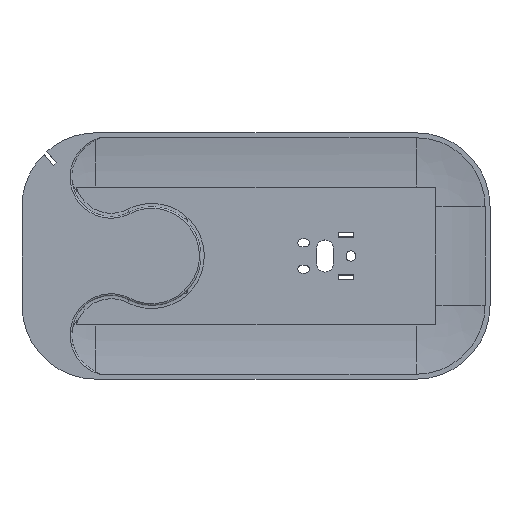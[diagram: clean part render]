
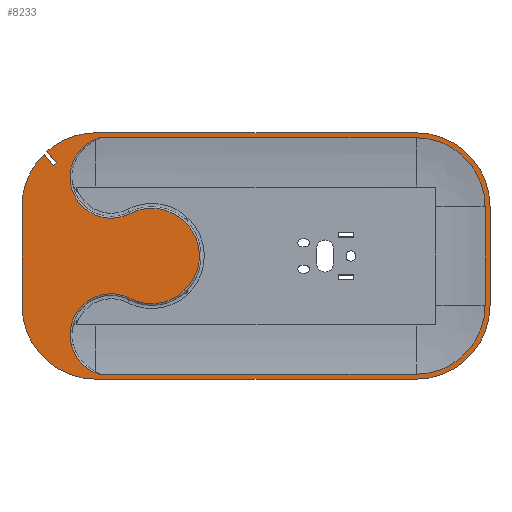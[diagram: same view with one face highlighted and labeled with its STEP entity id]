
A CAD part, top view. The second image highlights one B-rep face of the part: STEP entity #8233.
In plain terms, the highlighted planar face has unit normal (0, 0, 1).
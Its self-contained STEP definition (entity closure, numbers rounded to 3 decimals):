
#1398=DIRECTION('',(0.64,-0.768,0.));
#1399=VECTOR('',#1398,8.873);
#1400=CARTESIAN_POINT('',(-129.042,62.095,2.5));
#1401=LINE('',#1400,#1399);
#1405=DIRECTION('',(0.768,0.64,0.));
#1406=VECTOR('',#1405,2.2);
#1407=CARTESIAN_POINT('',(-123.364,55.277,2.5));
#1408=LINE('',#1407,#1406);
#1412=DIRECTION('',(-0.64,0.768,0.));
#1413=VECTOR('',#1412,9.);
#1414=CARTESIAN_POINT('',(-121.674,56.685,2.5));
#1415=LINE('',#1414,#1413);
#1419=CARTESIAN_POINT('',(-97.5,30.,2.5));
#1420=DIRECTION('',(0.,0.,-1.));
#1421=DIRECTION('',(-0.665,0.747,0.));
#1422=AXIS2_PLACEMENT_3D('',#1419,#1420,#1421);
#1427=DIRECTION('',(1.,0.,0.));
#1428=VECTOR('',#1427,195.);
#1429=CARTESIAN_POINT('',(-97.5,75.,2.5));
#1430=LINE('',#1429,#1428);
#1434=CARTESIAN_POINT('',(97.5,30.,2.5));
#1435=DIRECTION('',(0.,0.,-1.));
#1436=DIRECTION('',(0.,1.,0.));
#1437=AXIS2_PLACEMENT_3D('',#1434,#1435,#1436);
#1442=DIRECTION('',(0.,-1.,0.));
#1443=VECTOR('',#1442,60.);
#1444=CARTESIAN_POINT('',(142.5,30.,2.5));
#1445=LINE('',#1444,#1443);
#1449=CARTESIAN_POINT('',(97.5,-30.,2.5));
#1450=DIRECTION('',(0.,0.,-1.));
#1451=DIRECTION('',(1.,0.,0.));
#1452=AXIS2_PLACEMENT_3D('',#1449,#1450,#1451);
#1457=DIRECTION('',(-1.,0.,0.));
#1458=VECTOR('',#1457,195.);
#1459=CARTESIAN_POINT('',(97.5,-75.,2.5));
#1460=LINE('',#1459,#1458);
#1464=CARTESIAN_POINT('',(-97.5,-30.,2.5));
#1465=DIRECTION('',(0.,0.,-1.));
#1466=DIRECTION('',(0.,-1.,0.));
#1467=AXIS2_PLACEMENT_3D('',#1464,#1465,#1466);
#1472=DIRECTION('',(0.,1.,0.));
#1473=VECTOR('',#1472,60.);
#1474=CARTESIAN_POINT('',(-142.5,-30.,2.5));
#1475=LINE('',#1474,#1473);
#1479=CARTESIAN_POINT('',(-97.5,30.,2.5));
#1480=DIRECTION('',(0.,0.,-1.));
#1481=DIRECTION('',(-1.,0.,0.));
#1482=AXIS2_PLACEMENT_3D('',#1479,#1480,#1481);
#1487=CARTESIAN_POINT('',(-88.239,48.,2.5));
#1488=DIRECTION('',(0.,0.,1.));
#1489=DIRECTION('',(-0.28,0.96,0.));
#1490=AXIS2_PLACEMENT_3D('',#1487,#1488,#1489);
#1495=CARTESIAN_POINT('',(-88.239,48.,2.5));
#1496=DIRECTION('',(0.,0.,1.));
#1497=DIRECTION('',(-0.458,0.889,0.));
#1498=AXIS2_PLACEMENT_3D('',#1495,#1496,#1497);
#1503=CARTESIAN_POINT('',(-63.5,0.,2.5));
#1504=DIRECTION('',(0.,0.,-1.));
#1505=DIRECTION('',(-0.458,0.889,0.));
#1506=AXIS2_PLACEMENT_3D('',#1503,#1504,#1505);
#1511=CARTESIAN_POINT('',(-63.5,0.,2.5));
#1512=DIRECTION('',(0.,0.,-1.));
#1513=DIRECTION('',(0.458,0.889,0.));
#1514=AXIS2_PLACEMENT_3D('',#1511,#1512,#1513);
#1519=CARTESIAN_POINT('',(-88.239,-48.,2.5));
#1520=DIRECTION('',(0.,0.,1.));
#1521=DIRECTION('',(0.458,0.889,0.));
#1522=AXIS2_PLACEMENT_3D('',#1519,#1520,#1521);
#1527=CARTESIAN_POINT('',(-88.239,-48.,2.5));
#1528=DIRECTION('',(0.,0.,1.));
#1529=DIRECTION('',(0.28,0.96,0.));
#1530=AXIS2_PLACEMENT_3D('',#1527,#1528,#1529);
#1535=CARTESIAN_POINT('',(97.5,-30.,2.5));
#1536=DIRECTION('',(0.,0.,1.));
#1537=DIRECTION('',(0.,-1.,0.));
#1538=AXIS2_PLACEMENT_3D('',#1535,#1536,#1537);
#1543=CARTESIAN_POINT('',(97.5,30.,2.5));
#1544=DIRECTION('',(0.,0.,1.));
#1545=DIRECTION('',(1.,0.,0.));
#1546=AXIS2_PLACEMENT_3D('',#1543,#1544,#1545);
#3919=DIRECTION('',(1.,0.,0.));
#3920=VECTOR('',#3919,192.739);
#3921=CARTESIAN_POINT('',(-95.239,72.,2.5));
#3922=LINE('',#3921,#3920);
#4163=DIRECTION('',(0.,-1.,0.));
#4164=VECTOR('',#4163,60.);
#4165=CARTESIAN_POINT('',(139.5,30.,2.5));
#4166=LINE('',#4165,#4164);
#4216=DIRECTION('',(-1.,0.,0.));
#4217=VECTOR('',#4216,192.739);
#4218=CARTESIAN_POINT('',(97.5,-72.,2.5));
#4219=LINE('',#4218,#4217);
#7020=CARTESIAN_POINT('',(-129.042,62.095,2.5));
#7021=CARTESIAN_POINT('',(-123.364,55.277,2.5));
#7022=VERTEX_POINT('',#7020);
#7023=VERTEX_POINT('',#7021);
#7029=CARTESIAN_POINT('',(-121.674,56.685,2.5));
#7030=VERTEX_POINT('',#7029);
#7031=CARTESIAN_POINT('',(-127.433,63.601,2.5));
#7032=VERTEX_POINT('',#7031);
#7033=CARTESIAN_POINT('',(-97.5,75.,2.5));
#7034=VERTEX_POINT('',#7033);
#7035=CARTESIAN_POINT('',(97.5,75.,2.5));
#7036=VERTEX_POINT('',#7035);
#7037=CARTESIAN_POINT('',(142.5,30.,2.5));
#7038=VERTEX_POINT('',#7037);
#7039=CARTESIAN_POINT('',(142.5,-30.,2.5));
#7040=VERTEX_POINT('',#7039);
#7041=CARTESIAN_POINT('',(97.5,-75.,2.5));
#7042=VERTEX_POINT('',#7041);
#7043=CARTESIAN_POINT('',(-97.5,-75.,2.5));
#7044=VERTEX_POINT('',#7043);
#7045=CARTESIAN_POINT('',(-142.5,-30.,2.5));
#7046=VERTEX_POINT('',#7045);
#7047=CARTESIAN_POINT('',(-142.5,30.,2.5));
#7048=VERTEX_POINT('',#7047);
#7049=CARTESIAN_POINT('',(-99.692,70.222,2.5));
#7050=CARTESIAN_POINT('',(-76.786,25.778,2.5));
#7051=VERTEX_POINT('',#7049);
#7052=VERTEX_POINT('',#7050);
#7053=CARTESIAN_POINT('',(-95.239,72.,2.5));
#7054=VERTEX_POINT('',#7053);
#7055=CARTESIAN_POINT('',(-50.214,25.778,2.5));
#7056=CARTESIAN_POINT('',(-76.786,-25.778,2.5));
#7057=VERTEX_POINT('',#7055);
#7058=VERTEX_POINT('',#7056);
#7059=CARTESIAN_POINT('',(-81.239,-24.,2.5));
#7060=CARTESIAN_POINT('',(-95.239,-72.,2.5));
#7061=VERTEX_POINT('',#7059);
#7062=VERTEX_POINT('',#7060);
#7063=CARTESIAN_POINT('',(97.5,-72.,2.5));
#7064=VERTEX_POINT('',#7063);
#7065=CARTESIAN_POINT('',(139.5,-30.,2.5));
#7066=VERTEX_POINT('',#7065);
#7067=CARTESIAN_POINT('',(139.5,30.,2.5));
#7068=VERTEX_POINT('',#7067);
#7069=CARTESIAN_POINT('',(97.5,72.,2.5));
#7070=VERTEX_POINT('',#7069);
#8179=CARTESIAN_POINT('',(0.,0.,2.5));
#8180=DIRECTION('',(0.,0.,1.));
#8181=DIRECTION('',(1.,0.,0.));
#8182=AXIS2_PLACEMENT_3D('',#8179,#8180,#8181);
#8183=PLANE('',#8182);
#8185=ORIENTED_EDGE('',*,*,#8184,.T.);
#8187=ORIENTED_EDGE('',*,*,#8186,.T.);
#8188=ORIENTED_EDGE('',*,*,#8159,.T.);
#8190=ORIENTED_EDGE('',*,*,#8189,.T.);
#8192=ORIENTED_EDGE('',*,*,#8191,.T.);
#8194=ORIENTED_EDGE('',*,*,#8193,.T.);
#8196=ORIENTED_EDGE('',*,*,#8195,.T.);
#8198=ORIENTED_EDGE('',*,*,#8197,.T.);
#8200=ORIENTED_EDGE('',*,*,#8199,.T.);
#8202=ORIENTED_EDGE('',*,*,#8201,.T.);
#8204=ORIENTED_EDGE('',*,*,#8203,.T.);
#8206=ORIENTED_EDGE('',*,*,#8205,.T.);
#8207=EDGE_LOOP('',(#8185,#8187,#8188,#8190,#8192,#8194,#8196,#8198,#8200,#8202,
#8204,#8206));
#8208=FACE_OUTER_BOUND('',#8207,.F.);
#8210=ORIENTED_EDGE('',*,*,#8209,.T.);
#8212=ORIENTED_EDGE('',*,*,#8211,.T.);
#8214=ORIENTED_EDGE('',*,*,#8213,.T.);
#8216=ORIENTED_EDGE('',*,*,#8215,.T.);
#8218=ORIENTED_EDGE('',*,*,#8217,.T.);
#8220=ORIENTED_EDGE('',*,*,#8219,.T.);
#8222=ORIENTED_EDGE('',*,*,#8221,.F.);
#8224=ORIENTED_EDGE('',*,*,#8223,.T.);
#8226=ORIENTED_EDGE('',*,*,#8225,.F.);
#8228=ORIENTED_EDGE('',*,*,#8227,.T.);
#8230=ORIENTED_EDGE('',*,*,#8229,.F.);
#8231=EDGE_LOOP('',(#8210,#8212,#8214,#8216,#8218,#8220,#8222,#8224,#8226,#8228,
#8230));
#8232=FACE_BOUND('',#8231,.F.);
#1423=CIRCLE('',#1422,45.);
#1438=CIRCLE('',#1437,45.);
#1453=CIRCLE('',#1452,45.);
#1468=CIRCLE('',#1467,45.);
#1483=CIRCLE('',#1482,45.);
#1491=CIRCLE('',#1490,25.);
#1499=CIRCLE('',#1498,25.);
#1507=CIRCLE('',#1506,29.);
#1515=CIRCLE('',#1514,29.);
#1523=CIRCLE('',#1522,25.);
#1531=CIRCLE('',#1530,25.);
#1539=CIRCLE('',#1538,42.);
#1547=CIRCLE('',#1546,42.);
#8159=EDGE_CURVE('',#7030,#7032,#1415,.T.);
#8184=EDGE_CURVE('',#7022,#7023,#1401,.T.);
#8186=EDGE_CURVE('',#7023,#7030,#1408,.T.);
#8189=EDGE_CURVE('',#7032,#7034,#1423,.T.);
#8191=EDGE_CURVE('',#7034,#7036,#1430,.T.);
#8193=EDGE_CURVE('',#7036,#7038,#1438,.T.);
#8195=EDGE_CURVE('',#7038,#7040,#1445,.T.);
#8197=EDGE_CURVE('',#7040,#7042,#1453,.T.);
#8199=EDGE_CURVE('',#7042,#7044,#1460,.T.);
#8201=EDGE_CURVE('',#7044,#7046,#1468,.T.);
#8203=EDGE_CURVE('',#7046,#7048,#1475,.T.);
#8205=EDGE_CURVE('',#7048,#7022,#1483,.T.);
#8209=EDGE_CURVE('',#7054,#7051,#1491,.T.);
#8211=EDGE_CURVE('',#7051,#7052,#1499,.T.);
#8213=EDGE_CURVE('',#7052,#7057,#1507,.T.);
#8215=EDGE_CURVE('',#7057,#7058,#1515,.T.);
#8217=EDGE_CURVE('',#7058,#7061,#1523,.T.);
#8219=EDGE_CURVE('',#7061,#7062,#1531,.T.);
#8221=EDGE_CURVE('',#7064,#7062,#4219,.T.);
#8223=EDGE_CURVE('',#7064,#7066,#1539,.T.);
#8225=EDGE_CURVE('',#7068,#7066,#4166,.T.);
#8227=EDGE_CURVE('',#7068,#7070,#1547,.T.);
#8229=EDGE_CURVE('',#7054,#7070,#3922,.T.);
#8233=ADVANCED_FACE('',(#8208,#8232),#8183,.T.);
